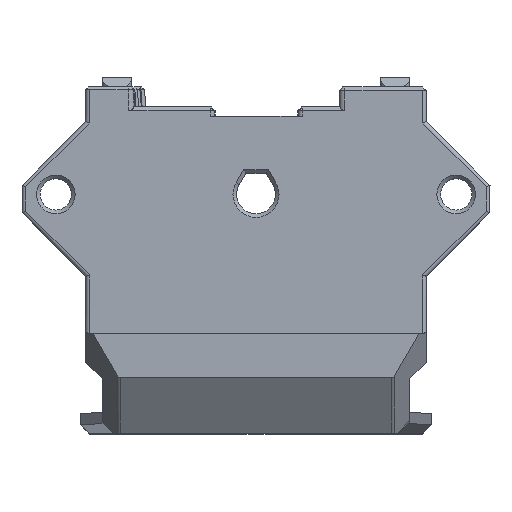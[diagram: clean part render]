
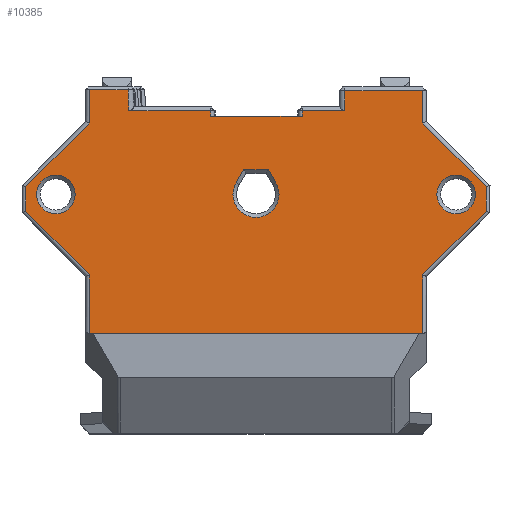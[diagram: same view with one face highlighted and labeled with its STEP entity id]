
A CAD part, top view. The second image highlights one B-rep face of the part: STEP entity #10385.
In plain terms, the highlighted planar face has unit normal (0, 0, 1).
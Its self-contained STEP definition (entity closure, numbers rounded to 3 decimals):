
#62=FACE_BOUND('',#1802,.T.);
#63=FACE_BOUND('',#1803,.T.);
#64=FACE_BOUND('',#1804,.T.);
#346=CIRCLE('',#11070,35.938);
#367=CIRCLE('',#11108,2.5);
#397=CIRCLE('',#11236,2.1);
#399=CIRCLE('',#11240,2.1);
#1222=FACE_OUTER_BOUND('',#1801,.T.);
#1801=EDGE_LOOP('',(#8494,#8495,#8496,#8497,#8498,#8499,#8500,#8501,#8502,
#8503,#8504,#8505,#8506,#8507,#8508,#8509,#8510,#8511,#8512,#8513));
#1802=EDGE_LOOP('',(#8514));
#1803=EDGE_LOOP('',(#8515,#8516,#8517,#8518));
#1804=EDGE_LOOP('',(#8519));
#2104=LINE('',#14893,#3142);
#2113=LINE('',#14928,#3151);
#2138=LINE('',#15113,#3176);
#2145=LINE('',#15131,#3183);
#2147=LINE('',#15137,#3185);
#2148=LINE('',#15142,#3186);
#2150=LINE('',#15148,#3188);
#2204=LINE('',#16050,#3242);
#2205=LINE('',#16053,#3243);
#2207=LINE('',#16061,#3245);
#2223=LINE('',#16108,#3261);
#2240=LINE('',#16161,#3278);
#2359=LINE('',#16680,#3397);
#2521=LINE('',#17474,#3559);
#2524=LINE('',#17480,#3562);
#2526=LINE('',#17488,#3564);
#2529=LINE('',#17501,#3567);
#2535=LINE('',#17525,#3573);
#2537=LINE('',#17528,#3575);
#2539=LINE('',#17533,#3577);
#2545=LINE('',#17544,#3583);
#2547=LINE('',#17552,#3585);
#3142=VECTOR('',#11839,10.);
#3151=VECTOR('',#11878,10.);
#3176=VECTOR('',#11963,10.);
#3183=VECTOR('',#11984,10.);
#3185=VECTOR('',#11990,10.);
#3186=VECTOR('',#11995,10.);
#3188=VECTOR('',#12001,10.);
#3242=VECTOR('',#12161,10.);
#3243=VECTOR('',#12164,10.);
#3245=VECTOR('',#12172,10.);
#3261=VECTOR('',#12220,10.);
#3278=VECTOR('',#12279,10.);
#3397=VECTOR('',#12630,10.);
#3559=VECTOR('',#13070,10.);
#3562=VECTOR('',#13075,10.);
#3564=VECTOR('',#13083,10.);
#3567=VECTOR('',#13094,10.);
#3573=VECTOR('',#13114,10.);
#3575=VECTOR('',#13118,10.);
#3577=VECTOR('',#13122,10.);
#3583=VECTOR('',#13130,10.);
#3585=VECTOR('',#13140,10.);
#4199=VERTEX_POINT('',#14890);
#4200=VERTEX_POINT('',#14892);
#4211=VERTEX_POINT('',#14926);
#4239=VERTEX_POINT('',#15111);
#4243=VERTEX_POINT('',#15129);
#4245=VERTEX_POINT('',#15135);
#4247=VERTEX_POINT('',#15140);
#4249=VERTEX_POINT('',#15147);
#4295=VERTEX_POINT('',#16044);
#4297=VERTEX_POINT('',#16048);
#4298=VERTEX_POINT('',#16052);
#4301=VERTEX_POINT('',#16060);
#4316=VERTEX_POINT('',#16106);
#4462=VERTEX_POINT('',#16679);
#4587=VERTEX_POINT('',#17382);
#4613=VERTEX_POINT('',#17472);
#4615=VERTEX_POINT('',#17478);
#4618=VERTEX_POINT('',#17486);
#4624=VERTEX_POINT('',#17499);
#4634=VERTEX_POINT('',#17522);
#4636=VERTEX_POINT('',#17531);
#4637=VERTEX_POINT('',#17532);
#4641=VERTEX_POINT('',#17542);
#4643=VERTEX_POINT('',#17548);
#4737=VERTEX_POINT('',#18733);
#4739=VERTEX_POINT('',#18741);
#5211=EDGE_CURVE('',#4200,#4199,#2104,.F.);
#5229=EDGE_CURVE('',#4211,#4199,#2113,.T.);
#5276=EDGE_CURVE('',#4239,#4211,#2138,.T.);
#5286=EDGE_CURVE('',#4243,#4239,#2145,.T.);
#5289=EDGE_CURVE('',#4245,#4243,#2147,.T.);
#5291=EDGE_CURVE('',#4247,#4245,#2148,.T.);
#5294=EDGE_CURVE('',#4249,#4247,#2150,.T.);
#5376=EDGE_CURVE('',#4297,#4295,#2204,.T.);
#5377=EDGE_CURVE('',#4295,#4298,#2205,.T.);
#5381=EDGE_CURVE('',#4298,#4301,#2207,.T.);
#5405=EDGE_CURVE('',#4316,#4297,#2223,.T.);
#5432=EDGE_CURVE('',#4200,#4316,#2240,.T.);
#5621=EDGE_CURVE('',#4301,#4462,#2359,.T.);
#5831=EDGE_CURVE('',#4462,#4587,#346,.T.);
#5863=EDGE_CURVE('',#4613,#4249,#2521,.T.);
#5866=EDGE_CURVE('',#4615,#4613,#2524,.T.);
#5870=EDGE_CURVE('',#4618,#4615,#2526,.T.);
#5876=EDGE_CURVE('',#4624,#4618,#2529,.T.);
#5888=EDGE_CURVE('',#4634,#4624,#2535,.T.);
#5890=EDGE_CURVE('',#4587,#4634,#2537,.T.);
#5892=EDGE_CURVE('',#4636,#4637,#2539,.T.);
#5898=EDGE_CURVE('',#4641,#4636,#2545,.T.);
#5901=EDGE_CURVE('',#4643,#4641,#367,.T.);
#5902=EDGE_CURVE('',#4637,#4643,#2547,.T.);
#6101=EDGE_CURVE('',#4737,#4737,#397,.T.);
#6104=EDGE_CURVE('',#4739,#4739,#399,.T.);
#8494=ORIENTED_EDGE('',*,*,#5211,.T.);
#8495=ORIENTED_EDGE('',*,*,#5229,.F.);
#8496=ORIENTED_EDGE('',*,*,#5276,.F.);
#8497=ORIENTED_EDGE('',*,*,#5286,.F.);
#8498=ORIENTED_EDGE('',*,*,#5289,.F.);
#8499=ORIENTED_EDGE('',*,*,#5291,.F.);
#8500=ORIENTED_EDGE('',*,*,#5294,.F.);
#8501=ORIENTED_EDGE('',*,*,#5863,.F.);
#8502=ORIENTED_EDGE('',*,*,#5866,.F.);
#8503=ORIENTED_EDGE('',*,*,#5870,.F.);
#8504=ORIENTED_EDGE('',*,*,#5876,.F.);
#8505=ORIENTED_EDGE('',*,*,#5888,.F.);
#8506=ORIENTED_EDGE('',*,*,#5890,.F.);
#8507=ORIENTED_EDGE('',*,*,#5831,.F.);
#8508=ORIENTED_EDGE('',*,*,#5621,.F.);
#8509=ORIENTED_EDGE('',*,*,#5381,.F.);
#8510=ORIENTED_EDGE('',*,*,#5377,.F.);
#8511=ORIENTED_EDGE('',*,*,#5376,.F.);
#8512=ORIENTED_EDGE('',*,*,#5405,.F.);
#8513=ORIENTED_EDGE('',*,*,#5432,.F.);
#8514=ORIENTED_EDGE('',*,*,#6101,.F.);
#8515=ORIENTED_EDGE('',*,*,#5892,.F.);
#8516=ORIENTED_EDGE('',*,*,#5898,.F.);
#8517=ORIENTED_EDGE('',*,*,#5901,.F.);
#8518=ORIENTED_EDGE('',*,*,#5902,.F.);
#8519=ORIENTED_EDGE('',*,*,#6104,.F.);
#9881=PLANE('',#11239);
#10385=ADVANCED_FACE('',(#1222,#62,#63,#64),#9881,.T.);
#11070=AXIS2_PLACEMENT_3D('',#17383,#13020,#13021);
#11108=AXIS2_PLACEMENT_3D('',#17550,#13136,#13137);
#11236=AXIS2_PLACEMENT_3D('',#18735,#13527,#13528);
#11239=AXIS2_PLACEMENT_3D('',#18740,#13534,#13535);
#11240=AXIS2_PLACEMENT_3D('',#18742,#13536,#13537);
#11839=DIRECTION('',(-1.,0.,0.));
#11878=DIRECTION('',(0.,-1.,0.));
#11963=DIRECTION('',(-0.707,-0.707,0.));
#11984=DIRECTION('',(0.,-1.,0.));
#11990=DIRECTION('',(0.707,-0.707,0.));
#11995=DIRECTION('',(0.,-1.,0.));
#12001=DIRECTION('',(1.,0.,0.));
#12161=DIRECTION('',(0.,1.,0.));
#12164=DIRECTION('',(0.707,0.707,0.));
#12172=DIRECTION('',(0.,1.,0.));
#12220=DIRECTION('',(-0.707,0.707,0.));
#12279=DIRECTION('',(0.,1.,0.));
#12630=DIRECTION('',(1.,0.,0.));
#13020=DIRECTION('center_axis',(0.,0.,
1.));
#13021=DIRECTION('ref_axis',(-1.,-0.018,0.));
#13070=DIRECTION('',(0.,1.,0.));
#13075=DIRECTION('',(1.,0.,0.));
#13083=DIRECTION('',(0.,1.,0.));
#13094=DIRECTION('',(1.,0.,0.));
#13114=DIRECTION('',(0.,-1.,0.));
#13118=DIRECTION('',(1.,0.,0.));
#13122=DIRECTION('',(-1.,0.,0.));
#13130=DIRECTION('',(-0.5,0.866,0.));
#13136=DIRECTION('center_axis',(0.,0.,
1.));
#13137=DIRECTION('ref_axis',(-1.,0.,0.));
#13140=DIRECTION('',(-0.5,-0.866,0.));
#13527=DIRECTION('center_axis',(0.,0.,
1.));
#13528=DIRECTION('ref_axis',(-1.,0.,0.));
#13534=DIRECTION('center_axis',(0.,0.,
1.));
#13535=DIRECTION('ref_axis',(-1.,0.,0.));
#13536=DIRECTION('center_axis',(0.,0.,
1.));
#13537=DIRECTION('ref_axis',(-1.,0.,0.));
#14890=CARTESIAN_POINT('',(165.817,-145.829,117.664));
#14892=CARTESIAN_POINT('',(129.617,-145.829,117.664));
#14893=CARTESIAN_POINT('',(140.967,-145.829,117.664));
#14926=CARTESIAN_POINT('',(165.817,-139.461,117.664));
#14928=CARTESIAN_POINT('',(165.817,-153.93,117.664));
#15111=CARTESIAN_POINT('',(172.737,-132.541,117.664));
#15113=CARTESIAN_POINT('',(162.444,-142.835,117.664));
#15129=CARTESIAN_POINT('',(172.737,-129.872,117.664));
#15131=CARTESIAN_POINT('',(172.737,-136.215,117.664));
#15135=CARTESIAN_POINT('',(165.817,-122.952,117.664));
#15137=CARTESIAN_POINT('',(175.305,-132.44,117.664));
#15140=CARTESIAN_POINT('',(165.817,-119.429,117.664));
#15142=CARTESIAN_POINT('',(165.817,-153.93,117.664));
#15147=CARTESIAN_POINT('',(157.366,-119.429,117.664));
#15148=CARTESIAN_POINT('',(159.761,-119.429,117.664));
#16044=CARTESIAN_POINT('',(122.697,-129.872,117.664));
#16048=CARTESIAN_POINT('',(122.697,-132.541,117.664));
#16050=CARTESIAN_POINT('',(122.697,-136.215,117.664));
#16052=CARTESIAN_POINT('',(129.617,-122.952,117.664));
#16053=CARTESIAN_POINT('',(126.879,-125.69,117.664));
#16060=CARTESIAN_POINT('',(129.617,-119.329,117.664));
#16061=CARTESIAN_POINT('',(129.617,-153.43,117.664));
#16106=CARTESIAN_POINT('',(129.617,-139.461,117.664));
#16108=CARTESIAN_POINT('',(139.741,-149.585,117.664));
#16161=CARTESIAN_POINT('',(129.617,-153.43,117.664));
#16679=CARTESIAN_POINT('',(133.84,-119.329,117.664));
#16680=CARTESIAN_POINT('',(159.761,-119.329,117.664));
#17382=CARTESIAN_POINT('',(133.901,-121.599,117.664));
#17383=CARTESIAN_POINT('Origin',(169.776,-119.465,117.664));
#17472=CARTESIAN_POINT('',(157.366,-121.599,117.664));
#17474=CARTESIAN_POINT('',(157.366,-136.771,117.664));
#17478=CARTESIAN_POINT('',(152.726,-121.599,117.664));
#17480=CARTESIAN_POINT('',(154.217,-121.599,117.664));
#17486=CARTESIAN_POINT('',(152.726,-122.23,117.664));
#17488=CARTESIAN_POINT('',(152.726,-121.199,117.664));
#17499=CARTESIAN_POINT('',(142.788,-122.23,117.664));
#17501=CARTESIAN_POINT('',(153.006,-122.23,117.664));
#17522=CARTESIAN_POINT('',(142.788,-121.599,117.664));
#17525=CARTESIAN_POINT('',(142.788,-136.215,117.664));
#17528=CARTESIAN_POINT('',(154.217,-121.599,117.664));
#17531=CARTESIAN_POINT('',(149.058,-128.03,117.664));
#17532=CARTESIAN_POINT('',(146.376,-128.03,117.664));
#17533=CARTESIAN_POINT('',(153.861,-128.03,117.664));
#17542=CARTESIAN_POINT('',(149.882,-129.457,117.664));
#17544=CARTESIAN_POINT('',(156.186,-140.376,117.664));
#17548=CARTESIAN_POINT('',(145.552,-129.457,117.664));
#17550=CARTESIAN_POINT('Origin',(147.717,-130.707,117.664));
#17552=CARTESIAN_POINT('',(142.32,-135.055,117.664));
#18733=CARTESIAN_POINT('',(128.067,-130.707,117.664));
#18735=CARTESIAN_POINT('Origin',(125.967,-130.707,117.664));
#18740=CARTESIAN_POINT('Origin',(161.217,-153.43,117.664));
#18741=CARTESIAN_POINT('',(171.567,-130.707,117.664));
#18742=CARTESIAN_POINT('Origin',(169.467,-130.707,117.664));
